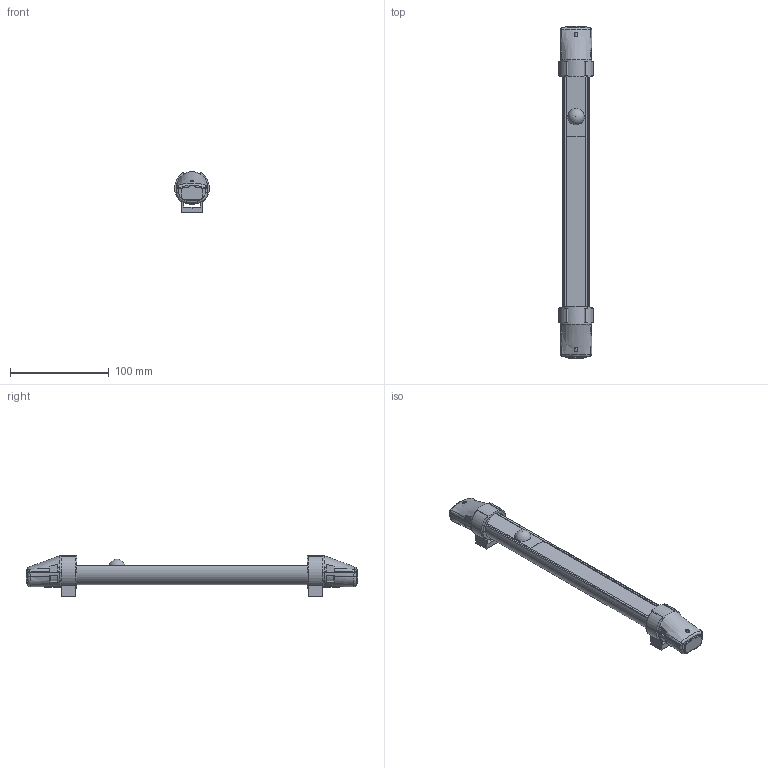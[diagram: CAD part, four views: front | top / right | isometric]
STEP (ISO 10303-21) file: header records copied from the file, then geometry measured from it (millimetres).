
FILE_DESCRIPTION(/* description */ (''),/* implementation_level */ '2;1');
FILE_NAME(/* name */ '112209_LED04-D-B.stp',/* time_stamp */ '2025-09-20T11:10:02+02:00',/* author */ ('cad'),/* organization */ (''),/* preprocessor_version */ 'ST-DEVELOPER v15.6',/* originating_system */ 'Autodesk Inventor 2015',/* authorisation */ '');
FILE_SCHEMA (('AUTOMOTIVE_DESIGN { 1 0 10303 214 3 1 1 }'));
Length unit declared in the file: millimetre
Products named in the file (1): 112209_LED04-D-B
Bounding box: 35.18 x 335.5 x 41 mm (x, y, z)
Surface area: 39622.3 mm2 (no closed solid volume)
Topology: 0 solids, 22 shells, 186 faces, 797 edges, 612 vertices
Faces by surface type: plane 84, bspline 52, cylinder 39, torus 10, sphere 1
Full cylindrical faces by diameter (mm): 2 x1, 4 x2, 5.9 x2, 11.96 x2
Entity records: 10177 total; most frequent: CARTESIAN_POINT 4203, ORIENTED_EDGE 1105, DIRECTION 1053, EDGE_CURVE 781, VERTEX_POINT 608, LINE 399, VECTOR 399, AXIS2_PLACEMENT_3D 327
